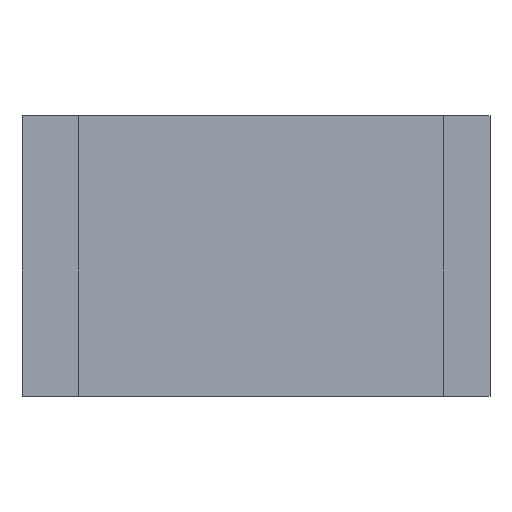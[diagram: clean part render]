
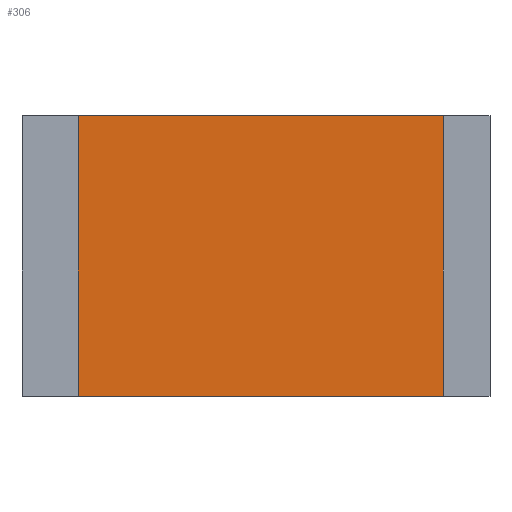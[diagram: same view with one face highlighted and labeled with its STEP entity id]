
A CAD part, top view. The second image highlights one B-rep face of the part: STEP entity #306.
In plain terms, the highlighted planar face has unit normal (0, 0, 1).
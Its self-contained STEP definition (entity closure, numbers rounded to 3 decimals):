
#27 = DIRECTION ( 'NONE',  ( 0., 1., 0. ) ) ;
#30 = CARTESIAN_POINT ( 'NONE',  ( -2.5, -1.5, 0.25 ) ) ;
#77 = CARTESIAN_POINT ( 'NONE',  ( -1.9, 1.5, 0.25 ) ) ;
#92 = DIRECTION ( 'NONE',  ( 0., -1., 0. ) ) ;
#99 = LINE ( 'NONE', #30, #370 ) ;
#138 = ORIENTED_EDGE ( 'NONE', *, *, #497, .T. ) ;
#144 = VECTOR ( 'NONE', #27, 1000. ) ;
#148 = VERTEX_POINT ( 'NONE', #647 ) ;
#152 = VECTOR ( 'NONE', #633, 1000. ) ;
#166 = VERTEX_POINT ( 'NONE', #436 ) ;
#185 = DIRECTION ( 'NONE',  ( 1., 0., 0. ) ) ;
#186 = VECTOR ( 'NONE', #92, 1000. ) ;
#203 = FACE_OUTER_BOUND ( 'NONE', #268, .T. ) ;
#205 = ORIENTED_EDGE ( 'NONE', *, *, #623, .F. ) ;
#211 = CARTESIAN_POINT ( 'NONE',  ( -2.5, 1.5, 0.25 ) ) ;
#212 = ORIENTED_EDGE ( 'NONE', *, *, #391, .F. ) ;
#241 = LINE ( 'NONE', #77, #144 ) ;
#268 = EDGE_LOOP ( 'NONE', ( #205, #138, #212, #624 ) ) ;
#279 = LINE ( 'NONE', #211, #152 ) ;
#306 = ADVANCED_FACE ( 'NONE', ( #203 ), #663, .F. ) ;
#336 = LINE ( 'NONE', #348, #186 ) ;
#348 = CARTESIAN_POINT ( 'NONE',  ( 2., 1.5, 0.25 ) ) ;
#354 = DIRECTION ( 'NONE',  ( -1., 0., 0. ) ) ;
#370 = VECTOR ( 'NONE', #185, 1000. ) ;
#391 = EDGE_CURVE ( 'NONE', #166, #486, #241, .T. ) ;
#433 = VERTEX_POINT ( 'NONE', #588 ) ;
#436 = CARTESIAN_POINT ( 'NONE',  ( -1.9, -1.5, 0.25 ) ) ;
#486 = VERTEX_POINT ( 'NONE', #527 ) ;
#497 = EDGE_CURVE ( 'NONE', #433, #486, #279, .T. ) ;
#511 = CARTESIAN_POINT ( 'NONE',  ( 0., 0., 0.25 ) ) ;
#527 = CARTESIAN_POINT ( 'NONE',  ( -1.9, 1.5, 0.25 ) ) ;
#576 = EDGE_CURVE ( 'NONE', #166, #148, #99, .T. ) ;
#588 = CARTESIAN_POINT ( 'NONE',  ( 2., 1.5, 0.25 ) ) ;
#623 = EDGE_CURVE ( 'NONE', #433, #148, #336, .T. ) ;
#624 = ORIENTED_EDGE ( 'NONE', *, *, #576, .T. ) ;
#633 = DIRECTION ( 'NONE',  ( -1., 0., 0. ) ) ;
#637 = AXIS2_PLACEMENT_3D ( 'NONE', #511, #668, #354 ) ;
#647 = CARTESIAN_POINT ( 'NONE',  ( 2., -1.5, 0.25 ) ) ;
#663 = PLANE ( 'NONE',  #637 ) ;
#668 = DIRECTION ( 'NONE',  ( 0., 0., -1. ) ) ;
